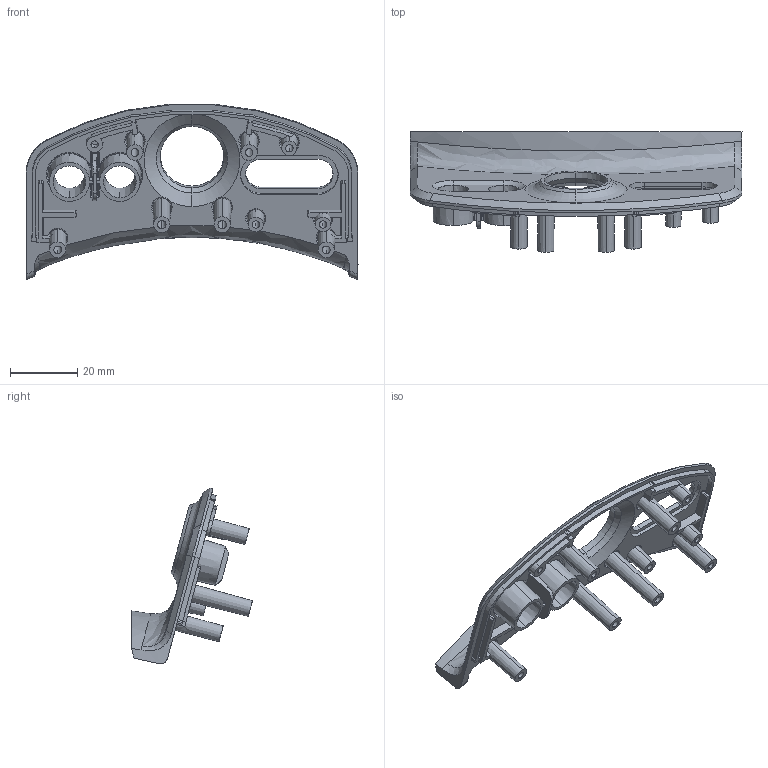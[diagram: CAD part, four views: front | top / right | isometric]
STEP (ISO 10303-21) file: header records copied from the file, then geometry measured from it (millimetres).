
FILE_DESCRIPTION (( 'STEP AP214' ), '1' );
FILE_NAME ('CONTROL PANEL COVER.STEP', '2020-05-08T10:05:38', ( '' ), ( '' ), 'SwSTEP 2.0', 'SolidWorks 2018', '' );
FILE_SCHEMA (( 'AUTOMOTIVE_DESIGN' ));
Length unit declared in the file: millimetre
Products named in the file (1): CONTROL PANEL COVER
Bounding box: 98.89 x 36 x 52.41 mm (x, y, z)
Volume: 13343.5 mm3; surface area: 14615.5 mm2
Topology: 1 solids, 1 shells, 279 faces, 754 edges, 496 vertices
Faces by surface type: cone 136, plane 111, bspline 17, cylinder 11, torus 4
Entity records: 12113 total; most frequent: CARTESIAN_POINT 5157, ORIENTED_EDGE 1508, DIRECTION 1410, EDGE_CURVE 754, AXIS2_PLACEMENT_3D 546, VERTEX_POINT 496, VECTOR 318, LINE 318
